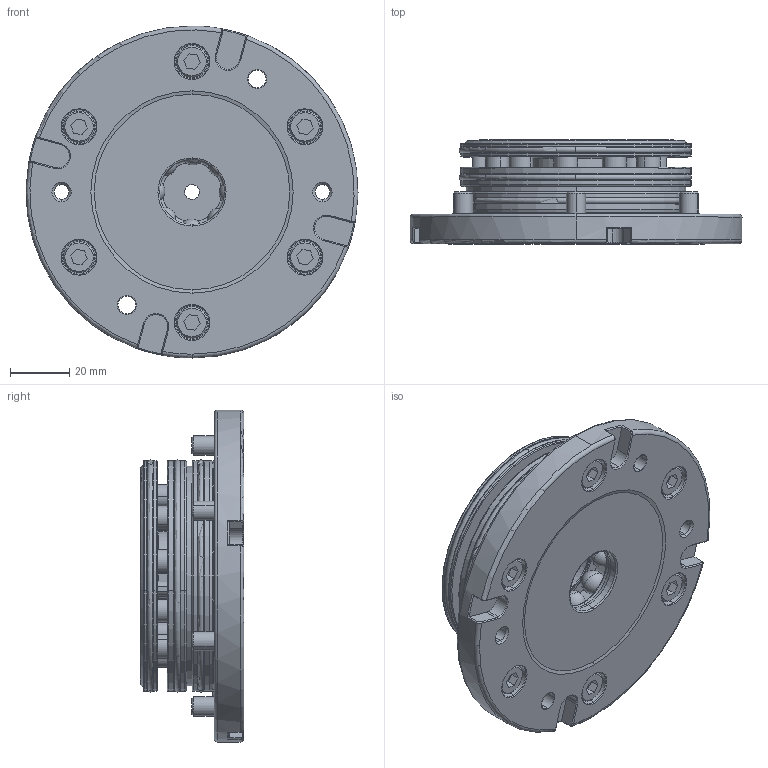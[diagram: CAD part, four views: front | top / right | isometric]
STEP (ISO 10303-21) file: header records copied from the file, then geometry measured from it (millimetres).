
FILE_DESCRIPTION (( 'STEP AP203' ), '1' );
FILE_NAME ('LQNCD-10.3.STEP', '2020-03-19T00:46:19', ( 'td' ), ( '' ), 'SwSTEP 2.0', 'SolidWorks 2018', '' );
FILE_SCHEMA (( 'CONFIG_CONTROL_DESIGN' ));
Length unit declared in the file: millimetre
Products named in the file (1): LQNCD-10.3
Bounding box: 112 x 35 x 112 mm (x, y, z)
Volume: 187086.1 mm3; surface area: 48392.7 mm2
Topology: 9 solids, 26 shells, 616 faces, 1437 edges, 908 vertices
Faces by surface type: plane 225, cylinder 144, cone 141, torus 76, sphere 16, bspline 14
Entity records: 19636 total; most frequent: CARTESIAN_POINT 5353, DIRECTION 3158, ORIENTED_EDGE 2790, EDGE_CURVE 1395, AXIS2_PLACEMENT_3D 1269, VERTEX_POINT 884, EDGE_LOOP 717, CIRCLE 666
